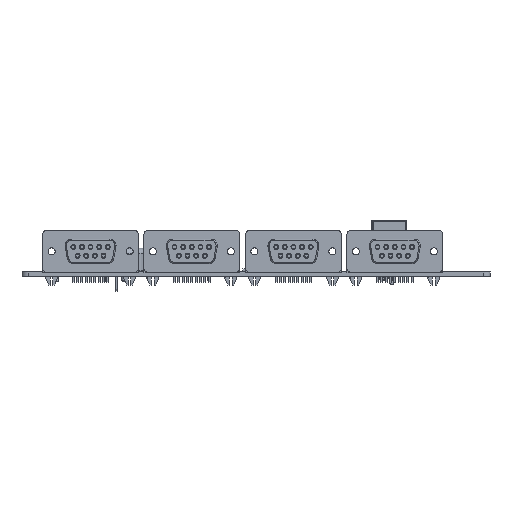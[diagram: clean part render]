
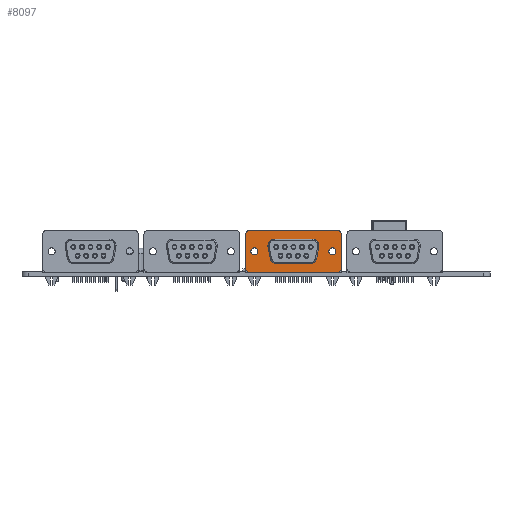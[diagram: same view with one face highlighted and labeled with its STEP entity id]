
A CAD part, front view. The second image highlights one B-rep face of the part: STEP entity #8097.
In plain terms, the highlighted face is planar.
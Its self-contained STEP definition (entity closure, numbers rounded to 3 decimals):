
#7096 = VERTEX_POINT('',#7097);
#7097 = CARTESIAN_POINT('',(-11.365,0.,-6.));
#7103 = EDGE_CURVE('',#7104,#7096,#7106,.T.);
#7104 = VERTEX_POINT('',#7105);
#7105 = CARTESIAN_POINT('',(-13.625,0.,-6.));
#7106 = CIRCLE('',#7107,1.13);
#7107 = AXIS2_PLACEMENT_3D('',#7108,#7109,#7110);
#7108 = CARTESIAN_POINT('',(-12.495,0.,-6.));
#7109 = DIRECTION('',(0.,0.,1.));
#7110 = DIRECTION('',(1.,0.,-0.));
#7138 = VERTEX_POINT('',#7139);
#7139 = CARTESIAN_POINT('',(13.625,0.,-6.));
#7145 = EDGE_CURVE('',#7146,#7138,#7148,.T.);
#7146 = VERTEX_POINT('',#7147);
#7147 = CARTESIAN_POINT('',(11.365,0.,-6.));
#7148 = CIRCLE('',#7149,1.13);
#7149 = AXIS2_PLACEMENT_3D('',#7150,#7151,#7152);
#7150 = CARTESIAN_POINT('',(12.495,0.,-6.));
#7151 = DIRECTION('',(0.,0.,1.));
#7152 = DIRECTION('',(1.,0.,-0.));
#7177 = EDGE_CURVE('',#7178,#7180,#7182,.T.);
#7178 = VERTEX_POINT('',#7179);
#7179 = CARTESIAN_POINT('',(8.14,1.603,-6.));
#7180 = VERTEX_POINT('',#7181);
#7181 = CARTESIAN_POINT('',(8.17,1.95,-6.));
#7182 = CIRCLE('',#7183,2.);
#7183 = AXIS2_PLACEMENT_3D('',#7184,#7185,#7186);
#7184 = CARTESIAN_POINT('',(6.17,1.95,-6.));
#7185 = DIRECTION('',(0.,0.,1.));
#7186 = DIRECTION('',(1.,0.,-0.));
#8097 = ADVANCED_FACE('',(#8098,#8108,#8118,#8187),#8257,.F.);
#8098 = FACE_BOUND('',#8099,.T.);
#8099 = EDGE_LOOP('',(#8100,#8107));
#8100 = ORIENTED_EDGE('',*,*,#8101,.F.);
#8101 = EDGE_CURVE('',#7096,#7104,#8102,.T.);
#8102 = CIRCLE('',#8103,1.13);
#8103 = AXIS2_PLACEMENT_3D('',#8104,#8105,#8106);
#8104 = CARTESIAN_POINT('',(-12.495,0.,-6.));
#8105 = DIRECTION('',(0.,0.,1.));
#8106 = DIRECTION('',(1.,0.,-0.));
#8107 = ORIENTED_EDGE('',*,*,#7103,.F.);
#8108 = FACE_BOUND('',#8109,.T.);
#8109 = EDGE_LOOP('',(#8110,#8117));
#8110 = ORIENTED_EDGE('',*,*,#8111,.F.);
#8111 = EDGE_CURVE('',#7138,#7146,#8112,.T.);
#8112 = CIRCLE('',#8113,1.13);
#8113 = AXIS2_PLACEMENT_3D('',#8114,#8115,#8116);
#8114 = CARTESIAN_POINT('',(12.495,0.,-6.));
#8115 = DIRECTION('',(0.,0.,1.));
#8116 = DIRECTION('',(1.,0.,-0.));
#8117 = ORIENTED_EDGE('',*,*,#7145,.F.);
#8118 = FACE_BOUND('',#8119,.T.);
#8119 = EDGE_LOOP('',(#8120,#8121,#8129,#8138,#8146,#8155,#8163,#8172,
    #8180));
#8120 = ORIENTED_EDGE('',*,*,#7177,.F.);
#8121 = ORIENTED_EDGE('',*,*,#8122,.F.);
#8122 = EDGE_CURVE('',#8123,#7178,#8125,.T.);
#8123 = VERTEX_POINT('',#8124);
#8124 = CARTESIAN_POINT('',(7.452,-2.297,-6.));
#8125 = LINE('',#8126,#8127);
#8126 = CARTESIAN_POINT('',(7.452,-2.297,-6.));
#8127 = VECTOR('',#8128,1.);
#8128 = DIRECTION('',(0.174,0.985,0.));
#8129 = ORIENTED_EDGE('',*,*,#8130,.F.);
#8130 = EDGE_CURVE('',#8131,#8123,#8133,.T.);
#8131 = VERTEX_POINT('',#8132);
#8132 = CARTESIAN_POINT('',(5.482,-3.95,-6.));
#8133 = CIRCLE('',#8134,2.);
#8134 = AXIS2_PLACEMENT_3D('',#8135,#8136,#8137);
#8135 = CARTESIAN_POINT('',(5.482,-1.95,-6.));
#8136 = DIRECTION('',(0.,0.,1.));
#8137 = DIRECTION('',(1.,0.,-0.));
#8138 = ORIENTED_EDGE('',*,*,#8139,.F.);
#8139 = EDGE_CURVE('',#8140,#8131,#8142,.T.);
#8140 = VERTEX_POINT('',#8141);
#8141 = CARTESIAN_POINT('',(-5.482,-3.95,-6.));
#8142 = LINE('',#8143,#8144);
#8143 = CARTESIAN_POINT('',(0.,-3.95,-6.));
#8144 = VECTOR('',#8145,1.);
#8145 = DIRECTION('',(1.,-0.,0.));
#8146 = ORIENTED_EDGE('',*,*,#8147,.F.);
#8147 = EDGE_CURVE('',#8148,#8140,#8150,.T.);
#8148 = VERTEX_POINT('',#8149);
#8149 = CARTESIAN_POINT('',(-7.452,-2.297,-6.));
#8150 = CIRCLE('',#8151,2.);
#8151 = AXIS2_PLACEMENT_3D('',#8152,#8153,#8154);
#8152 = CARTESIAN_POINT('',(-5.482,-1.95,-6.));
#8153 = DIRECTION('',(0.,0.,1.));
#8154 = DIRECTION('',(1.,0.,-0.));
#8155 = ORIENTED_EDGE('',*,*,#8156,.F.);
#8156 = EDGE_CURVE('',#8157,#8148,#8159,.T.);
#8157 = VERTEX_POINT('',#8158);
#8158 = CARTESIAN_POINT('',(-8.14,1.603,-6.));
#8159 = LINE('',#8160,#8161);
#8160 = CARTESIAN_POINT('',(-8.14,1.603,-6.));
#8161 = VECTOR('',#8162,1.);
#8162 = DIRECTION('',(0.174,-0.985,0.));
#8163 = ORIENTED_EDGE('',*,*,#8164,.F.);
#8164 = EDGE_CURVE('',#8165,#8157,#8167,.T.);
#8165 = VERTEX_POINT('',#8166);
#8166 = CARTESIAN_POINT('',(-6.17,3.95,-6.));
#8167 = CIRCLE('',#8168,2.);
#8168 = AXIS2_PLACEMENT_3D('',#8169,#8170,#8171);
#8169 = CARTESIAN_POINT('',(-6.17,1.95,-6.));
#8170 = DIRECTION('',(0.,0.,1.));
#8171 = DIRECTION('',(1.,0.,-0.));
#8172 = ORIENTED_EDGE('',*,*,#8173,.F.);
#8173 = EDGE_CURVE('',#8174,#8165,#8176,.T.);
#8174 = VERTEX_POINT('',#8175);
#8175 = CARTESIAN_POINT('',(6.17,3.95,-6.));
#8176 = LINE('',#8177,#8178);
#8177 = CARTESIAN_POINT('',(0.,3.95,-6.));
#8178 = VECTOR('',#8179,1.);
#8179 = DIRECTION('',(-1.,0.,-0.));
#8180 = ORIENTED_EDGE('',*,*,#8181,.F.);
#8181 = EDGE_CURVE('',#7180,#8174,#8182,.T.);
#8182 = CIRCLE('',#8183,2.);
#8183 = AXIS2_PLACEMENT_3D('',#8184,#8185,#8186);
#8184 = CARTESIAN_POINT('',(6.17,1.95,-6.));
#8185 = DIRECTION('',(0.,0.,1.));
#8186 = DIRECTION('',(1.,0.,-0.));
#8187 = FACE_BOUND('',#8188,.T.);
#8188 = EDGE_LOOP('',(#8189,#8200,#8208,#8217,#8225,#8234,#8242,#8251));
#8189 = ORIENTED_EDGE('',*,*,#8190,.F.);
#8190 = EDGE_CURVE('',#8191,#8193,#8195,.T.);
#8191 = VERTEX_POINT('',#8192);
#8192 = CARTESIAN_POINT('',(-15.405,5.188,-6.));
#8193 = VERTEX_POINT('',#8194);
#8194 = CARTESIAN_POINT('',(-13.805,6.788,-6.));
#8195 = CIRCLE('',#8196,1.6);
#8196 = AXIS2_PLACEMENT_3D('',#8197,#8198,#8199);
#8197 = CARTESIAN_POINT('',(-13.805,5.188,-6.));
#8198 = DIRECTION('',(0.,0.,-1.));
#8199 = DIRECTION('',(-1.,0.,0.));
#8200 = ORIENTED_EDGE('',*,*,#8201,.F.);
#8201 = EDGE_CURVE('',#8202,#8191,#8204,.T.);
#8202 = VERTEX_POINT('',#8203);
#8203 = CARTESIAN_POINT('',(-15.405,-5.188,-6.));
#8204 = LINE('',#8205,#8206);
#8205 = CARTESIAN_POINT('',(-15.405,0.,-6.));
#8206 = VECTOR('',#8207,1.);
#8207 = DIRECTION('',(0.,1.,0.));
#8208 = ORIENTED_EDGE('',*,*,#8209,.F.);
#8209 = EDGE_CURVE('',#8210,#8202,#8212,.T.);
#8210 = VERTEX_POINT('',#8211);
#8211 = CARTESIAN_POINT('',(-13.805,-6.788,-6.));
#8212 = CIRCLE('',#8213,1.6);
#8213 = AXIS2_PLACEMENT_3D('',#8214,#8215,#8216);
#8214 = CARTESIAN_POINT('',(-13.805,-5.188,-6.));
#8215 = DIRECTION('',(0.,0.,-1.));
#8216 = DIRECTION('',(-1.,0.,0.));
#8217 = ORIENTED_EDGE('',*,*,#8218,.F.);
#8218 = EDGE_CURVE('',#8219,#8210,#8221,.T.);
#8219 = VERTEX_POINT('',#8220);
#8220 = CARTESIAN_POINT('',(13.805,-6.788,-6.));
#8221 = LINE('',#8222,#8223);
#8222 = CARTESIAN_POINT('',(0.,-6.788,-6.));
#8223 = VECTOR('',#8224,1.);
#8224 = DIRECTION('',(-1.,0.,-0.));
#8225 = ORIENTED_EDGE('',*,*,#8226,.F.);
#8226 = EDGE_CURVE('',#8227,#8219,#8229,.T.);
#8227 = VERTEX_POINT('',#8228);
#8228 = CARTESIAN_POINT('',(15.405,-5.188,-6.));
#8229 = CIRCLE('',#8230,1.6);
#8230 = AXIS2_PLACEMENT_3D('',#8231,#8232,#8233);
#8231 = CARTESIAN_POINT('',(13.805,-5.188,-6.));
#8232 = DIRECTION('',(0.,0.,-1.));
#8233 = DIRECTION('',(-1.,0.,0.));
#8234 = ORIENTED_EDGE('',*,*,#8235,.F.);
#8235 = EDGE_CURVE('',#8236,#8227,#8238,.T.);
#8236 = VERTEX_POINT('',#8237);
#8237 = CARTESIAN_POINT('',(15.405,5.188,-6.));
#8238 = LINE('',#8239,#8240);
#8239 = CARTESIAN_POINT('',(15.405,0.,-6.));
#8240 = VECTOR('',#8241,1.);
#8241 = DIRECTION('',(-0.,-1.,-0.));
#8242 = ORIENTED_EDGE('',*,*,#8243,.F.);
#8243 = EDGE_CURVE('',#8244,#8236,#8246,.T.);
#8244 = VERTEX_POINT('',#8245);
#8245 = CARTESIAN_POINT('',(13.805,6.788,-6.));
#8246 = CIRCLE('',#8247,1.6);
#8247 = AXIS2_PLACEMENT_3D('',#8248,#8249,#8250);
#8248 = CARTESIAN_POINT('',(13.805,5.188,-6.));
#8249 = DIRECTION('',(0.,0.,-1.));
#8250 = DIRECTION('',(-1.,0.,0.));
#8251 = ORIENTED_EDGE('',*,*,#8252,.F.);
#8252 = EDGE_CURVE('',#8193,#8244,#8253,.T.);
#8253 = LINE('',#8254,#8255);
#8254 = CARTESIAN_POINT('',(0.,6.788,-6.));
#8255 = VECTOR('',#8256,1.);
#8256 = DIRECTION('',(1.,-0.,0.));
#8257 = PLANE('',#8258);
#8258 = AXIS2_PLACEMENT_3D('',#8259,#8260,#8261);
#8259 = CARTESIAN_POINT('',(0.,0.,-6.));
#8260 = DIRECTION('',(0.,0.,-1.));
#8261 = DIRECTION('',(-1.,0.,-0.));
